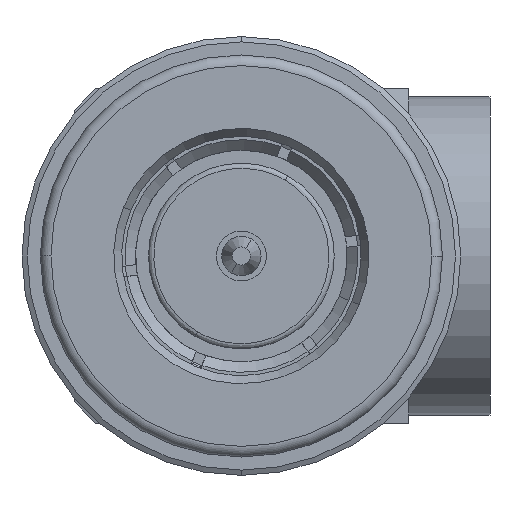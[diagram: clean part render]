
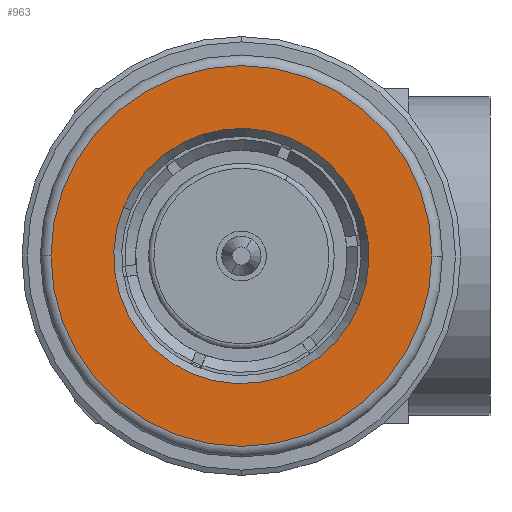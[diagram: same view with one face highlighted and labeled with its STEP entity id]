
A CAD part, left-side view. The second image highlights one B-rep face of the part: STEP entity #963.
In plain terms, the highlighted planar face has unit normal (-1, 0, 0).
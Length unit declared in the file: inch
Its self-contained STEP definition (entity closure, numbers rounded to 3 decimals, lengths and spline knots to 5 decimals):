
#171 = VERTEX_POINT ( 'NONE', #4616 ) ;
#311 = DIRECTION ( 'NONE',  ( 1., 0., 0. ) ) ;
#439 = CARTESIAN_POINT ( 'NONE',  ( -0.67126, 0., 0. ) ) ;
#676 = CIRCLE ( 'NONE', #20397, 0.12028 ) ;
#857 = ORIENTED_EDGE ( 'NONE', *, *, #20231, .T. ) ;
#963 = ADVANCED_FACE ( 'NONE', ( #17224, #8207 ), #3117, .T. ) ;
#1055 = CARTESIAN_POINT ( 'NONE',  ( -0.67126, 0., 0. ) ) ;
#1391 = DIRECTION ( 'NONE',  ( 0., -1., 0. ) ) ;
#2375 = AXIS2_PLACEMENT_3D ( 'NONE', #1055, #20253, #16904 ) ;
#2798 = EDGE_CURVE ( 'NONE', #3463, #7977, #6454, .T. ) ;
#3022 = CARTESIAN_POINT ( 'NONE',  ( -0.67126, 0.1794, 0. ) ) ;
#3117 = PLANE ( 'NONE',  #5997 ) ;
#3255 = EDGE_LOOP ( 'NONE', ( #9501, #857 ) ) ;
#3463 = VERTEX_POINT ( 'NONE', #13773 ) ;
#3542 = EDGE_LOOP ( 'NONE', ( #12476, #4258 ) ) ;
#4036 = VERTEX_POINT ( 'NONE', #3022 ) ;
#4258 = ORIENTED_EDGE ( 'NONE', *, *, #15416, .T. ) ;
#4313 = DIRECTION ( 'NONE',  ( 1., 0., 0. ) ) ;
#4616 = CARTESIAN_POINT ( 'NONE',  ( -0.67126, -0.1794, 0. ) ) ;
#5905 = DIRECTION ( 'NONE',  ( 0., 0.924, 0.382 ) ) ;
#5997 = AXIS2_PLACEMENT_3D ( 'NONE', #14341, #18974, #1391 ) ;
#6454 = CIRCLE ( 'NONE', #8018, 0.12028 ) ;
#7829 = CARTESIAN_POINT ( 'NONE',  ( -0.67126, 0., 0. ) ) ;
#7977 = VERTEX_POINT ( 'NONE', #17384 ) ;
#8018 = AXIS2_PLACEMENT_3D ( 'NONE', #13842, #4313, #5905 ) ;
#8207 = FACE_BOUND ( 'NONE', #3255, .T. ) ;
#9501 = ORIENTED_EDGE ( 'NONE', *, *, #2798, .T. ) ;
#10518 = EDGE_CURVE ( 'NONE', #171, #4036, #12029, .T. ) ;
#11184 = DIRECTION ( 'NONE',  ( -1., 0., 0. ) ) ;
#12029 = CIRCLE ( 'NONE', #2375, 0.1794 ) ;
#12476 = ORIENTED_EDGE ( 'NONE', *, *, #10518, .T. ) ;
#12777 = DIRECTION ( 'NONE',  ( 0., -1., 0. ) ) ;
#13032 = DIRECTION ( 'NONE',  ( 0., 0.924, 0.382 ) ) ;
#13496 = AXIS2_PLACEMENT_3D ( 'NONE', #7829, #11184, #12777 ) ;
#13773 = CARTESIAN_POINT ( 'NONE',  ( -0.67126, -0.11116, -0.04593 ) ) ;
#13842 = CARTESIAN_POINT ( 'NONE',  ( -0.67126, 0., 0. ) ) ;
#14341 = CARTESIAN_POINT ( 'NONE',  ( -0.67126, 0., 0. ) ) ;
#15416 = EDGE_CURVE ( 'NONE', #4036, #171, #20470, .T. ) ;
#16904 = DIRECTION ( 'NONE',  ( 0., -1., 0. ) ) ;
#17224 = FACE_OUTER_BOUND ( 'NONE', #3542, .T. ) ;
#17384 = CARTESIAN_POINT ( 'NONE',  ( -0.67126, 0.11116, 0.04593 ) ) ;
#18974 = DIRECTION ( 'NONE',  ( -1., 0., 0. ) ) ;
#20231 = EDGE_CURVE ( 'NONE', #7977, #3463, #676, .T. ) ;
#20253 = DIRECTION ( 'NONE',  ( -1., 0., 0. ) ) ;
#20397 = AXIS2_PLACEMENT_3D ( 'NONE', #439, #311, #13032 ) ;
#20470 = CIRCLE ( 'NONE', #13496, 0.1794 ) ;
